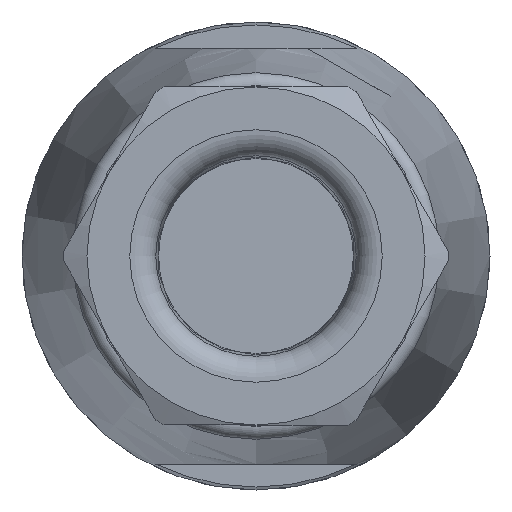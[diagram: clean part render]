
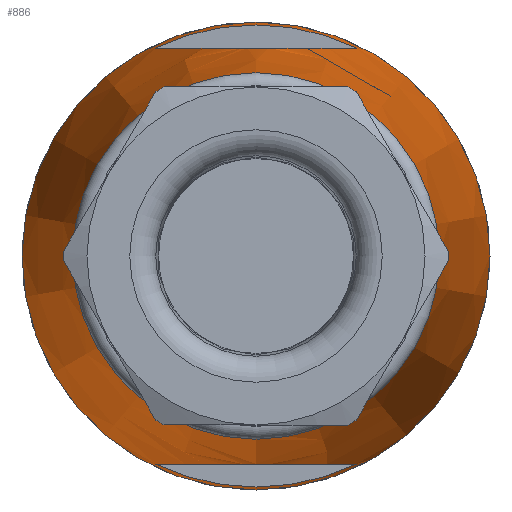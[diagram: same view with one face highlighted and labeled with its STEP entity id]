
A CAD part, left-side view. The second image highlights one B-rep face of the part: STEP entity #886.
In plain terms, the highlighted conical face has half-angle 6.52 degrees and reference radius 9 mm.
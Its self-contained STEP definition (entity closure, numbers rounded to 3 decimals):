
#676=CONICAL_SURFACE('',#2726,9.,6.52);
#886=ADVANCED_FACE('',(#1300,#1301,#1302,#1303),#676,.T.);
#1258=B_SPLINE_CURVE_WITH_KNOTS('',3,(#4089,#4090,#4091,#4092,#4093,#4094,
#4095,#4096,#4097,#4098,#4099,#4100,#4101,#4102,#4103,#4104,#4105,#4106),
 .UNSPECIFIED.,.F.,.F.,(4,2,2,2,2,2,2,2,4),(0.,0.25,0.375,0.438,0.5,0.563,
0.625,0.75,1.),.UNSPECIFIED.);
#1259=B_SPLINE_CURVE_WITH_KNOTS('',3,(#4110,#4111,#4112,#4113,#4114,#4115,
#4116,#4117,#4118,#4119,#4120,#4121,#4122,#4123,#4124,#4125,#4126,#4127),
 .UNSPECIFIED.,.F.,.F.,(4,2,2,2,2,2,2,2,4),(0.,0.25,0.375,0.438,0.5,0.563,
0.625,0.75,1.),.UNSPECIFIED.);
#1300=FACE_BOUND('',#1391,.T.);
#1301=FACE_BOUND('',#1392,.T.);
#1302=FACE_BOUND('',#1393,.T.);
#1303=FACE_BOUND('',#1394,.T.);
#1391=EDGE_LOOP('',(#1658));
#1392=EDGE_LOOP('',(#1659));
#1393=EDGE_LOOP('',(#1660,#1661));
#1394=EDGE_LOOP('',(#1662,#1663));
#1658=ORIENTED_EDGE('',*,*,#2327,.T.);
#1659=ORIENTED_EDGE('',*,*,#2328,.F.);
#1660=ORIENTED_EDGE('',*,*,#2329,.T.);
#1661=ORIENTED_EDGE('',*,*,#2330,.T.);
#1662=ORIENTED_EDGE('',*,*,#2331,.F.);
#1663=ORIENTED_EDGE('',*,*,#2332,.F.);
#2110=VERTEX_POINT('',#4086);
#2111=VERTEX_POINT('',#4088);
#2112=VERTEX_POINT('',#4107);
#2113=VERTEX_POINT('',#4108);
#2114=VERTEX_POINT('',#4128);
#2115=VERTEX_POINT('',#4129);
#2327=EDGE_CURVE('',#2110,#2110,#2583,.T.);
#2328=EDGE_CURVE('',#2111,#2111,#2584,.T.);
#2329=EDGE_CURVE('',#2112,#2113,#1258,.T.);
#2330=EDGE_CURVE('',#2113,#2112,#2585,.T.);
#2331=EDGE_CURVE('',#2114,#2115,#1259,.T.);
#2332=EDGE_CURVE('',#2115,#2114,#2586,.T.);
#2583=CIRCLE('',#2722,9.);
#2584=CIRCLE('',#2723,7.051);
#2585=CIRCLE('',#2724,8.886);
#2586=CIRCLE('',#2725,8.886);
#2722=AXIS2_PLACEMENT_3D('',#4085,#3050,#3051);
#2723=AXIS2_PLACEMENT_3D('',#4087,#3052,#3053);
#2724=AXIS2_PLACEMENT_3D('',#4109,#3054,#3055);
#2725=AXIS2_PLACEMENT_3D('',#4130,#3056,#3057);
#2726=AXIS2_PLACEMENT_3D('',#4131,#3058,#3059);
#3050=DIRECTION('',(-1.,0.,0.));
#3051=DIRECTION('',(0.,0.,-1.));
#3052=DIRECTION('',(-1.,0.,0.));
#3053=DIRECTION('',(0.,0.,-1.));
#3054=DIRECTION('',(1.,0.,0.));
#3055=DIRECTION('',(0.,-1.,0.));
#3056=DIRECTION('',(-1.,0.,0.));
#3057=DIRECTION('',(0.,1.,0.));
#3058=DIRECTION('',(1.,0.,0.));
#3059=DIRECTION('',(0.,0.,1.));
#4085=CARTESIAN_POINT('',(-0.5,0.,0.));
#4086=CARTESIAN_POINT('',(-0.5,0.,-9.));
#4087=CARTESIAN_POINT('',(-17.557,0.,0.));
#4088=CARTESIAN_POINT('',(-17.557,0.,-7.051));
#4089=CARTESIAN_POINT('',(-1.5,3.867,-8.));
#4090=CARTESIAN_POINT('',(-2.925,3.493,-8.));
#4091=CARTESIAN_POINT('',(-4.341,3.088,-8.));
#4092=CARTESIAN_POINT('',(-6.42,2.311,-8.));
#4093=CARTESIAN_POINT('',(-7.115,2.023,-8.));
#4094=CARTESIAN_POINT('',(-8.091,1.473,-8.));
#4095=CARTESIAN_POINT('',(-8.405,1.272,-8.));
#4096=CARTESIAN_POINT('',(-8.962,0.769,-8.));
#4097=CARTESIAN_POINT('',(-9.222,0.445,-8.));
#4098=CARTESIAN_POINT('',(-9.274,-0.324,-8.));
#4099=CARTESIAN_POINT('',(-9.041,-0.673,-8.));
#4100=CARTESIAN_POINT('',(-8.5,-1.203,-8.));
#4101=CARTESIAN_POINT('',(-8.18,-1.416,-8.));
#4102=CARTESIAN_POINT('',(-7.205,-1.983,-8.));
#4103=CARTESIAN_POINT('',(-6.506,-2.276,-8.));
#4104=CARTESIAN_POINT('',(-4.392,-3.074,-8.));
#4105=CARTESIAN_POINT('',(-2.95,-3.487,-8.));
#4106=CARTESIAN_POINT('',(-1.5,-3.867,-8.));
#4107=CARTESIAN_POINT('',(-1.5,3.867,-8.));
#4108=CARTESIAN_POINT('',(-1.5,-3.867,-8.));
#4109=CARTESIAN_POINT('',(-1.5,0.,0.));
#4110=CARTESIAN_POINT('',(-1.5,3.867,8.));
#4111=CARTESIAN_POINT('',(-2.925,3.493,8.));
#4112=CARTESIAN_POINT('',(-4.341,3.088,8.));
#4113=CARTESIAN_POINT('',(-6.42,2.311,8.));
#4114=CARTESIAN_POINT('',(-7.115,2.023,8.));
#4115=CARTESIAN_POINT('',(-8.091,1.473,8.));
#4116=CARTESIAN_POINT('',(-8.405,1.272,8.));
#4117=CARTESIAN_POINT('',(-8.962,0.769,8.));
#4118=CARTESIAN_POINT('',(-9.222,0.445,8.));
#4119=CARTESIAN_POINT('',(-9.274,-0.324,8.));
#4120=CARTESIAN_POINT('',(-9.041,-0.673,8.));
#4121=CARTESIAN_POINT('',(-8.5,-1.203,8.));
#4122=CARTESIAN_POINT('',(-8.18,-1.416,8.));
#4123=CARTESIAN_POINT('',(-7.205,-1.983,8.));
#4124=CARTESIAN_POINT('',(-6.506,-2.276,8.));
#4125=CARTESIAN_POINT('',(-4.392,-3.074,8.));
#4126=CARTESIAN_POINT('',(-2.95,-3.487,8.));
#4127=CARTESIAN_POINT('',(-1.5,-3.867,8.));
#4128=CARTESIAN_POINT('',(-1.5,3.867,8.));
#4129=CARTESIAN_POINT('',(-1.5,-3.867,8.));
#4130=CARTESIAN_POINT('',(-1.5,0.,0.));
#4131=CARTESIAN_POINT('',(-0.5,0.,0.));
